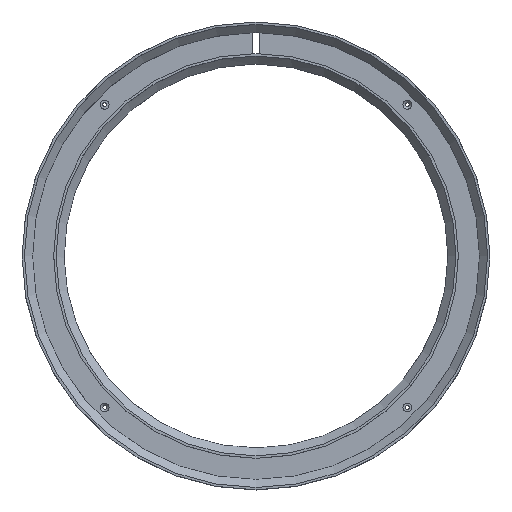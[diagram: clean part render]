
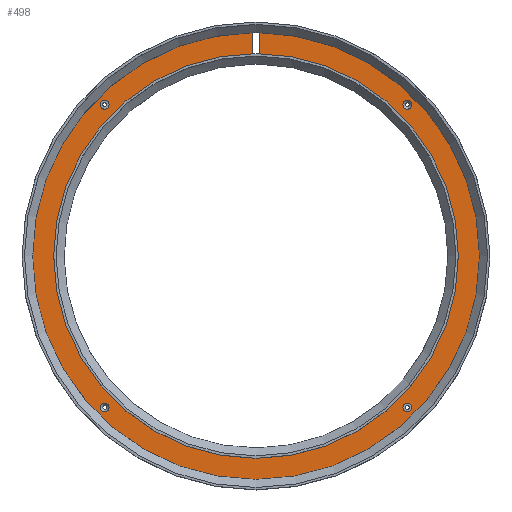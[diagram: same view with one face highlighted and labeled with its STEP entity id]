
A CAD part, top view. The second image highlights one B-rep face of the part: STEP entity #498.
In plain terms, the highlighted planar face has unit normal (0, 0, 1).
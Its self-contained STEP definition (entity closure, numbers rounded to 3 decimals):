
#27=FACE_BOUND('',#84,.T.);
#28=FACE_BOUND('',#85,.T.);
#29=FACE_BOUND('',#86,.T.);
#30=FACE_BOUND('',#87,.T.);
#53=FACE_OUTER_BOUND('',#83,.T.);
#83=EDGE_LOOP('',(#400,#401,#402,#403,#404));
#84=EDGE_LOOP('',(#405));
#85=EDGE_LOOP('',(#406));
#86=EDGE_LOOP('',(#407));
#87=EDGE_LOOP('',(#408));
#116=LINE('',#791,#151);
#118=LINE('',#796,#153);
#151=VECTOR('',#619,10.);
#153=VECTOR('',#623,10.);
#179=CIRCLE('',#537,166.825);
#180=CIRCLE('',#538,166.825);
#193=CIRCLE('',#557,3.324);
#194=CIRCLE('',#559,145.025);
#195=CIRCLE('',#560,3.324);
#196=CIRCLE('',#561,3.324);
#197=CIRCLE('',#562,3.324);
#220=VERTEX_POINT('',#776);
#226=VERTEX_POINT('',#789);
#227=VERTEX_POINT('',#793);
#228=VERTEX_POINT('',#795);
#235=VERTEX_POINT('',#812);
#242=VERTEX_POINT('',#840);
#243=VERTEX_POINT('',#845);
#244=VERTEX_POINT('',#847);
#245=VERTEX_POINT('',#849);
#275=EDGE_CURVE('',#220,#226,#116,.T.);
#277=EDGE_CURVE('',#228,#227,#118,.T.);
#287=EDGE_CURVE('',#235,#227,#179,.F.);
#288=EDGE_CURVE('',#220,#235,#180,.F.);
#301=EDGE_CURVE('',#242,#242,#193,.T.);
#303=EDGE_CURVE('',#228,#226,#194,.T.);
#304=EDGE_CURVE('',#243,#243,#195,.T.);
#305=EDGE_CURVE('',#244,#244,#196,.T.);
#306=EDGE_CURVE('',#245,#245,#197,.T.);
#400=ORIENTED_EDGE('',*,*,#277,.T.);
#401=ORIENTED_EDGE('',*,*,#287,.F.);
#402=ORIENTED_EDGE('',*,*,#288,.F.);
#403=ORIENTED_EDGE('',*,*,#275,.T.);
#404=ORIENTED_EDGE('',*,*,#303,.F.);
#405=ORIENTED_EDGE('',*,*,#304,.F.);
#406=ORIENTED_EDGE('',*,*,#305,.F.);
#407=ORIENTED_EDGE('',*,*,#306,.F.);
#408=ORIENTED_EDGE('',*,*,#301,.F.);
#484=PLANE('',#558);
#498=ADVANCED_FACE('',(#53,#27,#28,#29,#30),#484,.T.);
#537=AXIS2_PLACEMENT_3D('',#814,#636,#637);
#538=AXIS2_PLACEMENT_3D('',#815,#638,#639);
#557=AXIS2_PLACEMENT_3D('',#841,#676,#677);
#558=AXIS2_PLACEMENT_3D('',#843,#679,#680);
#559=AXIS2_PLACEMENT_3D('',#844,#681,#682);
#560=AXIS2_PLACEMENT_3D('',#846,#683,#684);
#561=AXIS2_PLACEMENT_3D('',#848,#685,#686);
#562=AXIS2_PLACEMENT_3D('',#850,#687,#688);
#619=DIRECTION('',(0.,-1.,0.));
#623=DIRECTION('',(0.,1.,0.));
#636=DIRECTION('center_axis',(0.,0.,1.));
#637=DIRECTION('ref_axis',(-1.,0.,0.));
#638=DIRECTION('center_axis',(0.,0.,1.));
#639=DIRECTION('ref_axis',(-1.,0.,0.));
#676=DIRECTION('center_axis',(0.,0.,1.));
#677=DIRECTION('ref_axis',(0.,-1.,0.));
#679=DIRECTION('center_axis',(0.,0.,1.));
#680=DIRECTION('ref_axis',(1.,0.,0.));
#681=DIRECTION('center_axis',(0.,0.,1.));
#682=DIRECTION('ref_axis',(-1.,0.,0.));
#683=DIRECTION('center_axis',(0.,0.,1.));
#684=DIRECTION('ref_axis',(-1.,0.,0.));
#685=DIRECTION('center_axis',(0.,0.,1.));
#686=DIRECTION('ref_axis',(1.,0.,0.));
#687=DIRECTION('center_axis',(0.,0.,1.));
#688=DIRECTION('ref_axis',(0.,1.,0.));
#776=CARTESIAN_POINT('',(2.5,166.806,1.8));
#789=CARTESIAN_POINT('',(2.5,145.003,1.8));
#791=CARTESIAN_POINT('',(2.5,0.,1.8));
#793=CARTESIAN_POINT('',(-2.5,166.806,1.8));
#795=CARTESIAN_POINT('',(-2.5,145.003,1.8));
#796=CARTESIAN_POINT('',(-2.5,88.213,1.8));
#812=CARTESIAN_POINT('',(166.825,0.,1.8));
#814=CARTESIAN_POINT('Origin',(0.,0.,1.8));
#815=CARTESIAN_POINT('Origin',(0.,0.,1.8));
#840=CARTESIAN_POINT('',(-113.013,116.337,1.8));
#841=CARTESIAN_POINT('Origin',(-113.013,113.013,1.8));
#843=CARTESIAN_POINT('Origin',(0.,0.,1.8));
#844=CARTESIAN_POINT('Origin',(0.,0.,1.8));
#845=CARTESIAN_POINT('',(116.337,113.013,1.8));
#846=CARTESIAN_POINT('Origin',(113.013,113.013,1.8));
#847=CARTESIAN_POINT('',(-116.337,-113.013,1.8));
#848=CARTESIAN_POINT('Origin',(-113.013,-113.013,1.8));
#849=CARTESIAN_POINT('',(113.013,-116.337,1.8));
#850=CARTESIAN_POINT('Origin',(113.013,-113.013,1.8));
